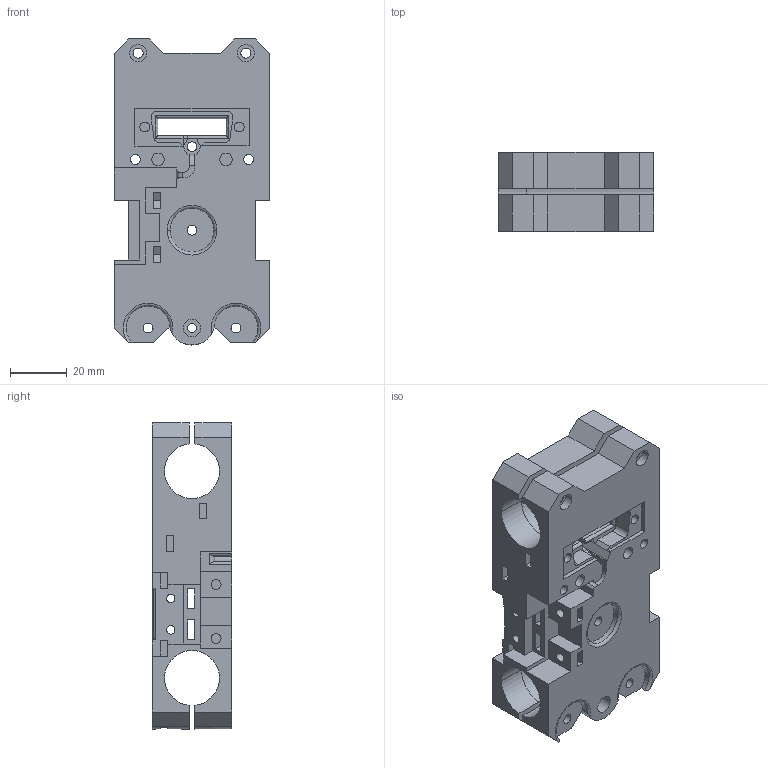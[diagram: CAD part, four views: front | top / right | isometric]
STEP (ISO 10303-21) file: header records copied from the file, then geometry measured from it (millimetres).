
FILE_DESCRIPTION(('CATIA V5 STEP Exchange'),'2;1');
FILE_NAME('HYPERCUBE-EVO-0001_NGEN_V2.stp','2020-05-20T17:07:23+00:00',('none'),('none'),'CATIA Version 5 Release 21 GA (IN-10)','CATIA V5 STEP AP203','none');
FILE_SCHEMA(('CONFIG_CONTROL_DESIGN'));
Length unit declared in the file: millimetre
Products named in the file (1): HYPERCUBE-EVO-0001_NGEN_V2
Bounding box: 55 x 28 x 108 mm (x, y, z)
Volume: 92287.6 mm3; surface area: 36945.3 mm2
Topology: 1 solids, 1 shells, 540 faces, 1439 edges, 922 vertices
Faces by surface type: plane 296, cylinder 204, torus 40
Entity records: 16080 total; most frequent: CARTESIAN_POINT 3537, ORIENTED_EDGE 2878, DIRECTION 2005, EDGE_CURVE 1439, VECTOR 976, LINE 976, VERTEX_POINT 922, AXIS2_PLACEMENT_3D 695
